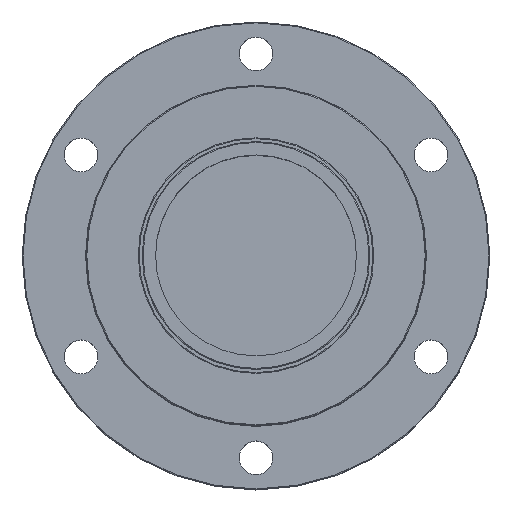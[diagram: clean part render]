
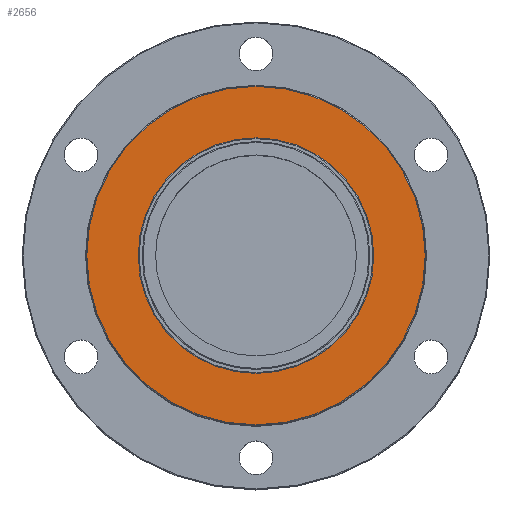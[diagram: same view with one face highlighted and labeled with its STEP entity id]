
A CAD part, top view. The second image highlights one B-rep face of the part: STEP entity #2656.
In plain terms, the highlighted planar face has unit normal (0, 0, 1).
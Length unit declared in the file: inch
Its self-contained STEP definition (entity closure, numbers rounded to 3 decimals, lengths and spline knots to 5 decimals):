
#79 = EDGE_LOOP ( 'NONE', ( #2789, #2790 ) ) ;
#93 = EDGE_LOOP ( 'NONE', ( #2787, #2788 ) ) ;
#251 = AXIS2_PLACEMENT_3D ( 'NONE', #2352, #2353, #2354 ) ;
#285 = AXIS2_PLACEMENT_3D ( 'NONE', #2451, #2452, #2453 ) ;
#289 = AXIS2_PLACEMENT_3D ( 'NONE', #2463, #2464, #2465 ) ;
#371 = AXIS2_PLACEMENT_3D ( 'NONE', #875, #882, #883 ) ;
#433 = AXIS2_PLACEMENT_3D ( 'NONE', #1205, #1213, #1214 ) ;
#524 = CIRCLE ( 'NONE', #251, 1.99 ) ;
#557 = CIRCLE ( 'NONE', #285, 1.385 ) ;
#561 = CIRCLE ( 'NONE', #289, 1.99 ) ;
#708 = CIRCLE ( 'NONE', #371, 1.385 ) ;
#875 = CARTESIAN_POINT ( 'NONE',  ( 0., 0., -1.3 ) ) ;
#882 = DIRECTION ( 'NONE',  ( 0., 0., -1. ) ) ;
#883 = DIRECTION ( 'NONE',  ( -1., 0., 0. ) ) ;
#962 = CARTESIAN_POINT ( 'NONE',  ( 1.385, 0., -1.3 ) ) ;
#963 = CARTESIAN_POINT ( 'NONE',  ( -1.385, 0., -1.3 ) ) ;
#966 = CARTESIAN_POINT ( 'NONE',  ( 1.99, 0., -1.3 ) ) ;
#967 = CARTESIAN_POINT ( 'NONE',  ( -1.99, 0., -1.3 ) ) ;
#1204 = PLANE ( 'NONE',  #433 ) ;
#1205 = CARTESIAN_POINT ( 'NONE',  ( 0., 0., -1.3 ) ) ;
#1213 = DIRECTION ( 'NONE',  ( 0., 0., -1. ) ) ;
#1214 = DIRECTION ( 'NONE',  ( -1., 0., 0. ) ) ;
#1468 = FACE_BOUND ( 'NONE', #79, .T. ) ;
#1475 = FACE_OUTER_BOUND ( 'NONE', #93, .T. ) ;
#1717 = EDGE_CURVE ( 'NONE', #2046, #2045, #524, .T. ) ;
#1750 = EDGE_CURVE ( 'NONE', #2041, #2042, #557, .T. ) ;
#1754 = EDGE_CURVE ( 'NONE', #2045, #2046, #561, .T. ) ;
#1869 = EDGE_CURVE ( 'NONE', #2042, #2041, #708, .T. ) ;
#2041 = VERTEX_POINT ( 'NONE', #962 ) ;
#2042 = VERTEX_POINT ( 'NONE', #963 ) ;
#2045 = VERTEX_POINT ( 'NONE', #966 ) ;
#2046 = VERTEX_POINT ( 'NONE', #967 ) ;
#2352 = CARTESIAN_POINT ( 'NONE',  ( 0., 0., -1.3 ) ) ;
#2353 = DIRECTION ( 'NONE',  ( 0., 0., 1. ) ) ;
#2354 = DIRECTION ( 'NONE',  ( -1., 0., 0. ) ) ;
#2451 = CARTESIAN_POINT ( 'NONE',  ( 0., 0., -1.3 ) ) ;
#2452 = DIRECTION ( 'NONE',  ( 0., 0., -1. ) ) ;
#2453 = DIRECTION ( 'NONE',  ( -1., 0., 0. ) ) ;
#2463 = CARTESIAN_POINT ( 'NONE',  ( 0., 0., -1.3 ) ) ;
#2464 = DIRECTION ( 'NONE',  ( 0., 0., 1. ) ) ;
#2465 = DIRECTION ( 'NONE',  ( -1., 0., 0. ) ) ;
#2656 = ADVANCED_FACE ( 'NONE', ( #1475, #1468 ), #1204, .F. ) ;
#2787 = ORIENTED_EDGE ( 'NONE', *, *, #1717, .T. ) ;
#2788 = ORIENTED_EDGE ( 'NONE', *, *, #1754, .T. ) ;
#2789 = ORIENTED_EDGE ( 'NONE', *, *, #1869, .T. ) ;
#2790 = ORIENTED_EDGE ( 'NONE', *, *, #1750, .T. ) ;
